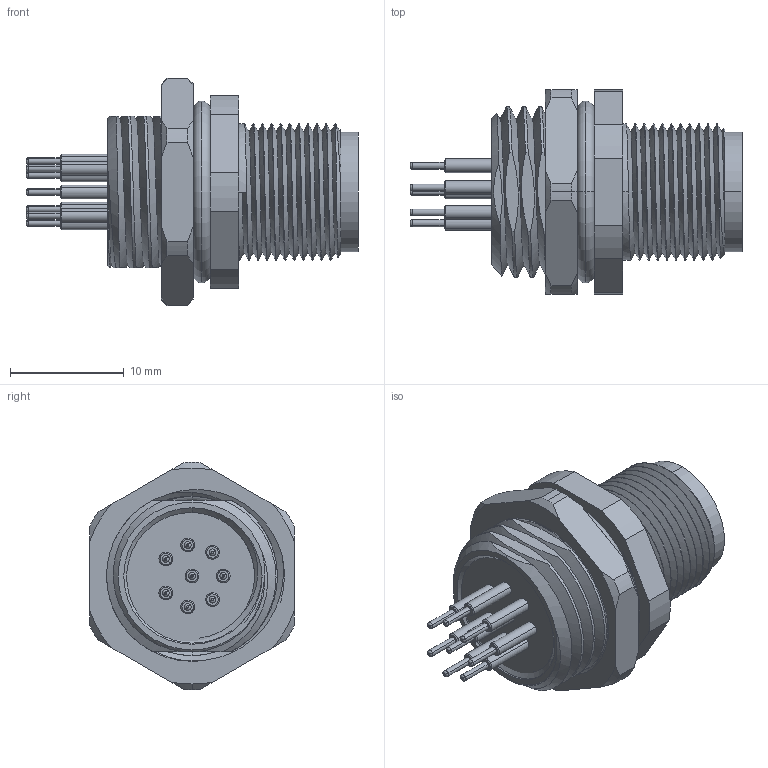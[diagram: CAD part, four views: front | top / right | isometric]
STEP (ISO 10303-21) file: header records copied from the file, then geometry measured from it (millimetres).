
FILE_DESCRIPTION (( 'STEP AP203' ), '1' );
FILE_NAME ('54-00212.STEP', '2022-08-04T17:08:50', ( '' ), ( '' ), 'SwSTEP 2.0', 'SolidWorks 2021', '' );
FILE_SCHEMA (( 'CONFIG_CONTROL_DESIGN' ));
Length unit declared in the file: millimetre
Products named in the file (6): 54-00212; 54-00212-04___; 54-00212-05___; 54-00212-01___; 54-00212-03___; 54-00212-02
Assembly tree (12 placements, depth 2):
  54-00212
    54-00212-01___
    54-00212-02
    54-00212-04___
    54-00212-05___
    54-00212-03___  x8
Bounding box: 29.2 x 18 x 20 mm (x, y, z)
Volume: 2835.6 mm3; surface area: 5667.3 mm2
Topology: 12 solids, 12 shells, 483 faces, 1087 edges, 683 vertices
Faces by surface type: cylinder 213, plane 110, torus 84, cone 65, bspline 11
Entity records: 12473 total; most frequent: CARTESIAN_POINT 5827, ORIENTED_EDGE 1278, DIRECTION 1182, EDGE_CURVE 639, AXIS2_PLACEMENT_3D 486, VERTEX_POINT 417, EDGE_LOOP 294, ADVANCED_FACE 252
